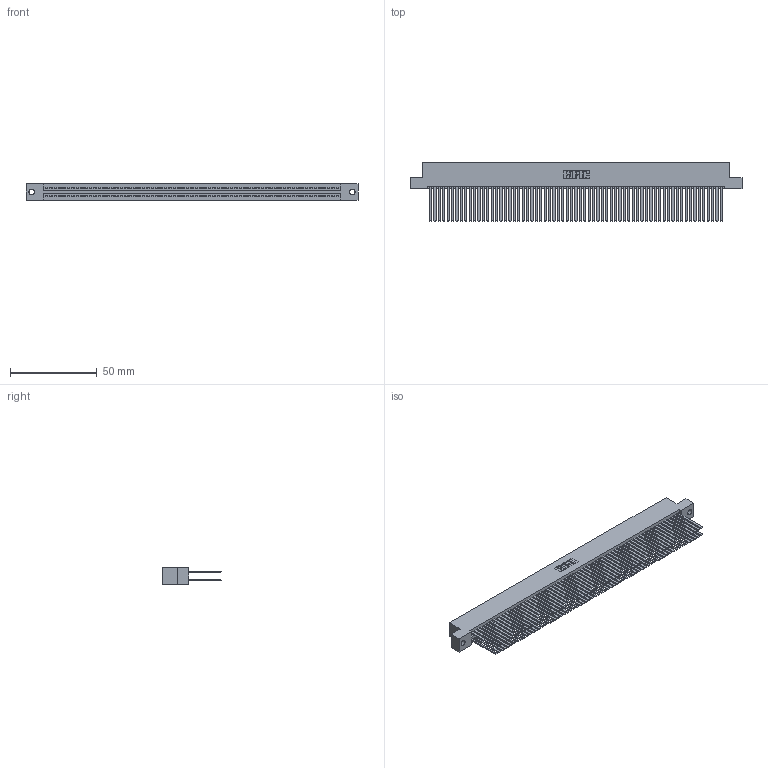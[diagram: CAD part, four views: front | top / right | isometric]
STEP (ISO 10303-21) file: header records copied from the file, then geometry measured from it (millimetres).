
FILE_DESCRIPTION (( 'STEP AP203' ), '1' );
FILE_NAME ('345-134-544-202.STEP', '2018-10-20T09:54:52', ( '' ), ( '' ), 'SwSTEP 2.0', 'SolidWorks 2016', '' );
FILE_SCHEMA (( 'CONFIG_CONTROL_DESIGN' ));
Length unit declared in the file: inch
Products named in the file (3): 345-134-544-202; 345 Part_Flush Mounting Lugs - 0.128 Dia; 345-292-001_345-293-144
Assembly tree (135 placements, depth 2):
  345-134-544-202
    345 Part_Flush Mounting Lugs - 0.128 Dia
    345-292-001_345-293-144  x134
Bounding box: 191.39 x 33.96 x 9.4 mm (x, y, z)
Volume: 20665.5 mm3; surface area: 36264.1 mm2
Topology: 135 solids, 135 shells, 6022 faces, 17895 edges, 11750 vertices
Faces by surface type: plane 3966, cylinder 2056
Entity records: 49023 total; most frequent: CARTESIAN_POINT 8192, ORIENTED_EDGE 8126, DIRECTION 7191, EDGE_CURVE 4063, VECTOR 3667, LINE 3667, VERTEX_POINT 2706, AXIS2_PLACEMENT_3D 1762
